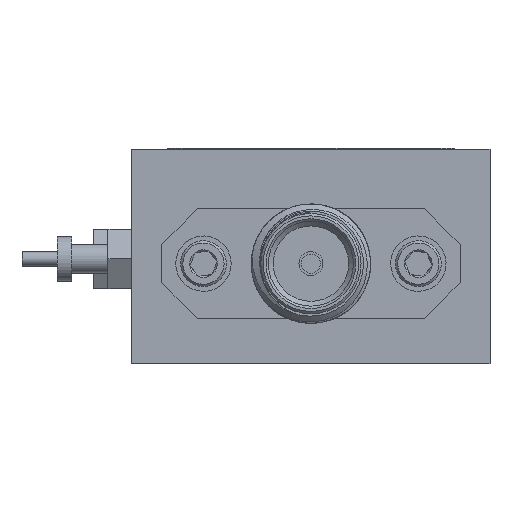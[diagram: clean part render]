
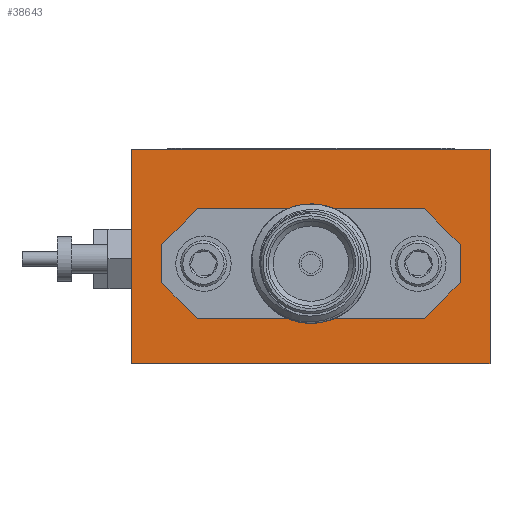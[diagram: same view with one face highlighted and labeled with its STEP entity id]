
A CAD part, left-side view. The second image highlights one B-rep face of the part: STEP entity #38643.
In plain terms, the highlighted planar face has unit normal (-1, 0, 0).
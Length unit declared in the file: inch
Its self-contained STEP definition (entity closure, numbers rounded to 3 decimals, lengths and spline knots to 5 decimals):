
#1357 = DIRECTION ( 'NONE',  ( 1., 0., 0. ) ) ;
#2082 = VECTOR ( 'NONE', #33870, 39.37008 ) ;
#4722 = CARTESIAN_POINT ( 'NONE',  ( -0.5, 0.375, 0.225 ) ) ;
#5321 = AXIS2_PLACEMENT_3D ( 'NONE', #17997, #1357, #38689 ) ;
#6539 = DIRECTION ( 'NONE',  ( 0., 0., -1. ) ) ;
#7900 = CARTESIAN_POINT ( 'NONE',  ( -0.5, 0.375, 0.225 ) ) ;
#7956 = FACE_OUTER_BOUND ( 'NONE', #35162, .T. ) ;
#10520 = CARTESIAN_POINT ( 'NONE',  ( -0.5, 0.375, -0.225 ) ) ;
#17997 = CARTESIAN_POINT ( 'NONE',  ( -0.5, -0.375, 0.225 ) ) ;
#18303 = VERTEX_POINT ( 'NONE', #10520 ) ;
#21065 = DIRECTION ( 'NONE',  ( 0., -1., 0. ) ) ;
#21129 = VECTOR ( 'NONE', #46905, 39.37008 ) ;
#21553 = ORIENTED_EDGE ( 'NONE', *, *, #36051, .T. ) ;
#23451 = CARTESIAN_POINT ( 'NONE',  ( -0.5, -0.375, 0.225 ) ) ;
#23452 = LINE ( 'NONE', #27190, #26027 ) ;
#25052 = EDGE_CURVE ( 'NONE', #48974, #39372, #23452, .T. ) ;
#26027 = VECTOR ( 'NONE', #6539, 39.37008 ) ;
#27190 = CARTESIAN_POINT ( 'NONE',  ( -0.5, -0.375, 0.225 ) ) ;
#30364 = PLANE ( 'NONE',  #5321 ) ;
#30891 = LINE ( 'NONE', #35496, #21129 ) ;
#31379 = VERTEX_POINT ( 'NONE', #7900 ) ;
#31421 = VECTOR ( 'NONE', #21065, 39.37008 ) ;
#32234 = ORIENTED_EDGE ( 'NONE', *, *, #43871, .T. ) ;
#33870 = DIRECTION ( 'NONE',  ( 0., 0., -1. ) ) ;
#33904 = CARTESIAN_POINT ( 'NONE',  ( -0.5, -0.375, -0.225 ) ) ;
#34174 = ORIENTED_EDGE ( 'NONE', *, *, #52001, .F. ) ;
#35162 = EDGE_LOOP ( 'NONE', ( #21553, #46030, #34174, #32234 ) ) ;
#35496 = CARTESIAN_POINT ( 'NONE',  ( -0.5, -0.375, 0.225 ) ) ;
#35798 = LINE ( 'NONE', #4722, #2082 ) ;
#36051 = EDGE_CURVE ( 'NONE', #18303, #39372, #42427, .T. ) ;
#38643 = ADVANCED_FACE ( 'NONE', ( #7956 ), #30364, .F. ) ;
#38689 = DIRECTION ( 'NONE',  ( 0., 0., -1. ) ) ;
#39372 = VERTEX_POINT ( 'NONE', #41354 ) ;
#41354 = CARTESIAN_POINT ( 'NONE',  ( -0.5, -0.375, -0.225 ) ) ;
#42427 = LINE ( 'NONE', #33904, #31421 ) ;
#43871 = EDGE_CURVE ( 'NONE', #31379, #18303, #35798, .T. ) ;
#46030 = ORIENTED_EDGE ( 'NONE', *, *, #25052, .F. ) ;
#46905 = DIRECTION ( 'NONE',  ( 0., -1., 0. ) ) ;
#48974 = VERTEX_POINT ( 'NONE', #23451 ) ;
#52001 = EDGE_CURVE ( 'NONE', #31379, #48974, #30891, .T. ) ;
